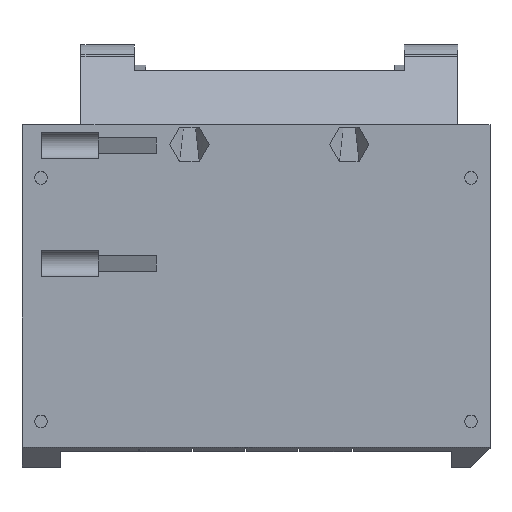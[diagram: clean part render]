
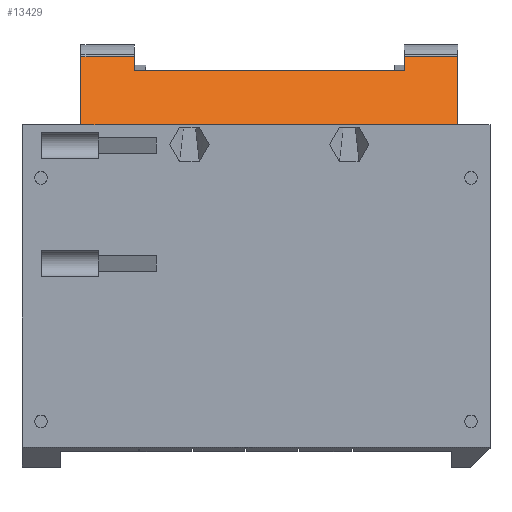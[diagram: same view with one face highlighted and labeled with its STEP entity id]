
A CAD part, top view. The second image highlights one B-rep face of the part: STEP entity #13429.
In plain terms, the highlighted planar face has unit normal (0, 0.685, 0.729).
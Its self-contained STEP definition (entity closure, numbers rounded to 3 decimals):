
#994=FACE_OUTER_BOUND('',#1729,.T.);
#1729=EDGE_LOOP('',(#8599,#8600,#8601,#8602,#8603,#8604,#8605,#8606));
#2569=LINE('',#18403,#3910);
#2637=LINE('',#18637,#3978);
#2646=LINE('',#18660,#3987);
#2647=LINE('',#18662,#3988);
#2648=LINE('',#18664,#3989);
#2649=LINE('',#18666,#3990);
#2650=LINE('',#18667,#3991);
#2651=LINE('',#18668,#3992);
#3910=VECTOR('',#15143,10.);
#3978=VECTOR('',#15283,10.);
#3987=VECTOR('',#15302,10.);
#3988=VECTOR('',#15303,10.);
#3989=VECTOR('',#15304,10.);
#3990=VECTOR('',#15305,10.);
#3991=VECTOR('',#15306,10.);
#3992=VECTOR('',#15307,10.);
#5257=VERTEX_POINT('',#18400);
#5258=VERTEX_POINT('',#18402);
#5344=VERTEX_POINT('',#18634);
#5345=VERTEX_POINT('',#18636);
#5354=VERTEX_POINT('',#18659);
#5355=VERTEX_POINT('',#18661);
#5356=VERTEX_POINT('',#18663);
#5357=VERTEX_POINT('',#18665);
#6521=EDGE_CURVE('',#5257,#5258,#2569,.T.);
#6621=EDGE_CURVE('',#5344,#5345,#2637,.T.);
#6633=EDGE_CURVE('',#5354,#5344,#2646,.T.);
#6634=EDGE_CURVE('',#5355,#5354,#2647,.T.);
#6635=EDGE_CURVE('',#5356,#5355,#2648,.T.);
#6636=EDGE_CURVE('',#5357,#5356,#2649,.T.);
#6637=EDGE_CURVE('',#5258,#5357,#2650,.T.);
#6638=EDGE_CURVE('',#5345,#5257,#2651,.T.);
#8599=ORIENTED_EDGE('',*,*,#6621,.F.);
#8600=ORIENTED_EDGE('',*,*,#6633,.F.);
#8601=ORIENTED_EDGE('',*,*,#6634,.F.);
#8602=ORIENTED_EDGE('',*,*,#6635,.F.);
#8603=ORIENTED_EDGE('',*,*,#6636,.F.);
#8604=ORIENTED_EDGE('',*,*,#6637,.F.);
#8605=ORIENTED_EDGE('',*,*,#6521,.F.);
#8606=ORIENTED_EDGE('',*,*,#6638,.F.);
#12278=PLANE('',#14179);
#13429=ADVANCED_FACE('',(#994),#12278,.F.);
#14179=AXIS2_PLACEMENT_3D('',#18658,#15300,#15301);
#15143=DIRECTION('',(0.,0.729,-0.685));
#15283=DIRECTION('',(0.,-0.729,0.685));
#15300=DIRECTION('center_axis',(0.,-0.685,
-0.729));
#15301=DIRECTION('ref_axis',(0.,-0.729,0.685));
#15302=DIRECTION('',(1.,0.,0.));
#15303=DIRECTION('',(0.,0.729,-0.685));
#15304=DIRECTION('',(1.,0.,0.));
#15305=DIRECTION('',(0.,-0.729,0.685));
#15306=DIRECTION('',(1.,0.,0.));
#15307=DIRECTION('',(-1.,0.,0.));
#18400=CARTESIAN_POINT('',(-47.001,46.,72.077));
#18402=CARTESIAN_POINT('',(-47.001,63.927,55.224));
#18403=CARTESIAN_POINT('',(-47.001,64.217,54.952));
#18634=CARTESIAN_POINT('',(51.999,63.927,55.224));
#18636=CARTESIAN_POINT('',(51.999,46.,72.077));
#18637=CARTESIAN_POINT('',(51.999,57.385,61.374));
#18658=CARTESIAN_POINT('Origin',(60.499,67.816,51.569));
#18659=CARTESIAN_POINT('',(37.999,63.927,55.224));
#18660=CARTESIAN_POINT('',(56.249,63.927,55.224));
#18661=CARTESIAN_POINT('',(37.999,60.132,58.792));
#18662=CARTESIAN_POINT('',(37.999,72.367,47.29));
#18663=CARTESIAN_POINT('',(-33.001,60.132,58.792));
#18664=CARTESIAN_POINT('',(15.249,60.132,58.792));
#18665=CARTESIAN_POINT('',(-33.001,63.927,55.224));
#18666=CARTESIAN_POINT('',(-33.001,73.973,45.78));
#18667=CARTESIAN_POINT('',(56.249,63.927,55.224));
#18668=CARTESIAN_POINT('',(29.749,46.,72.077));
